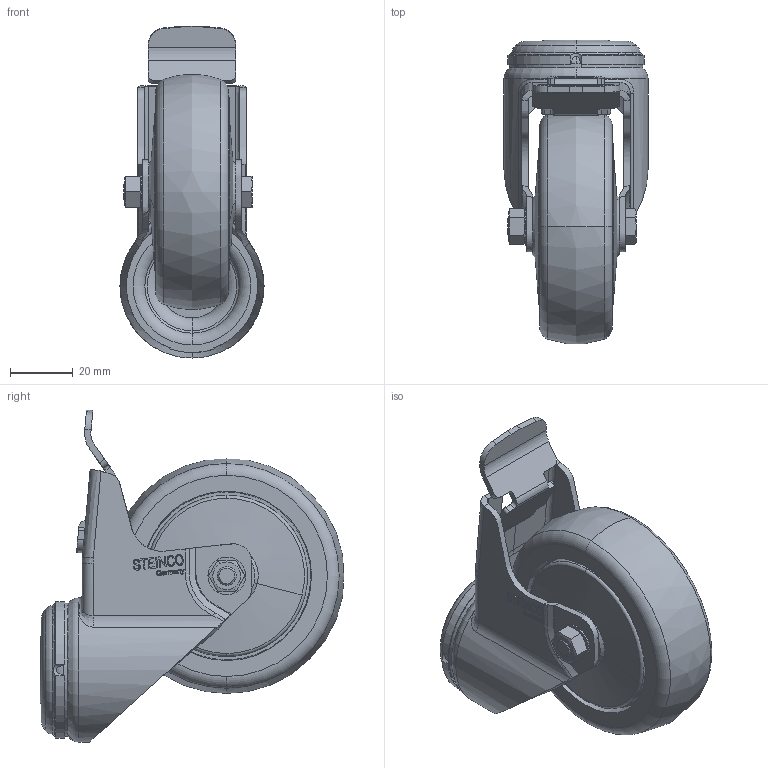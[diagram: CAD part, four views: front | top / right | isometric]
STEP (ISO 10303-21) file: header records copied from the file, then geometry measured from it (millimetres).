
FILE_DESCRIPTION(('STEP AP203'),'1');
FILE_NAME('2_hga0_e030.stp','2022-06-18T12:33:57',('TraceParts'),('TraceParts S.A.'),'Spatial InterOp 3D',' ',' ');
FILE_SCHEMA(('CONFIG_CONTROL_DESIGN'));
Length unit declared in the file: millimetre
Products named in the file (1): 1
Bounding box: 45.92 x 96.81 x 105.84 mm (x, y, z)
Volume: 132280 mm3; surface area: 36614.6 mm2
Topology: 2 solids, 2 shells, 831 faces, 2219 edges, 1463 vertices
Faces by surface type: plane 388, bspline 288, cylinder 87, torus 40, cone 28
Entity records: 52669 total; most frequent: CARTESIAN_POINT 33688, ORIENTED_EDGE 4438, DIRECTION 3018, EDGE_CURVE 2219, VERTEX_POINT 1463, LINE 1224, VECTOR 1224, EDGE_LOOP 910
